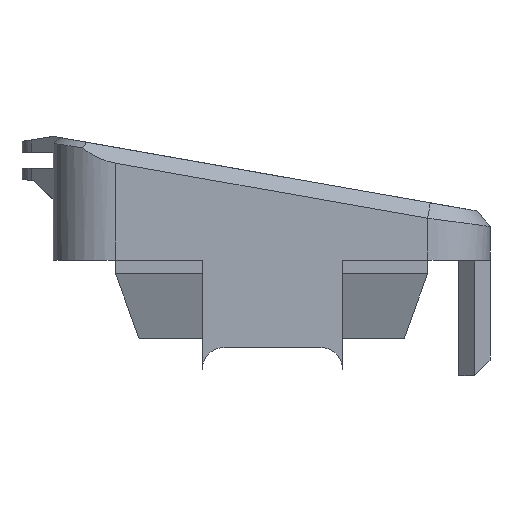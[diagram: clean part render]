
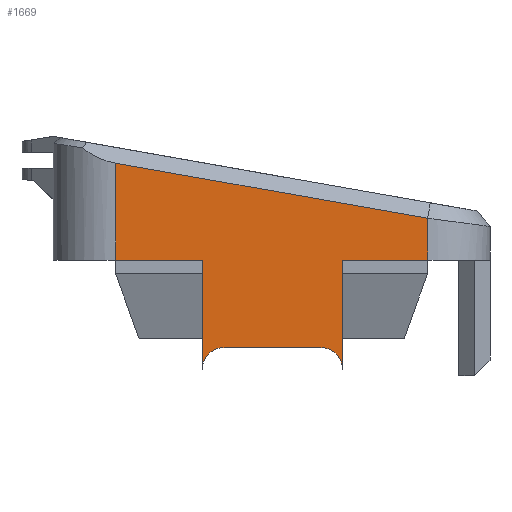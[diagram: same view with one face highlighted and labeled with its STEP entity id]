
A CAD part, left-side view. The second image highlights one B-rep face of the part: STEP entity #1669.
In plain terms, the highlighted planar face has unit normal (-1, 0, 0).
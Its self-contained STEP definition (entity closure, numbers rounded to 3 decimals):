
#2 = CARTESIAN_POINT ( 'NONE',  ( -46., 15.049, -5.6 ) ) ;
#29 = VERTEX_POINT ( 'NONE', #1647 ) ;
#30 = AXIS2_PLACEMENT_3D ( 'NONE', #2223, #1845, #2530 ) ;
#34 = VECTOR ( 'NONE', #1907, 1000. ) ;
#122 = CARTESIAN_POINT ( 'NONE',  ( -46., 16.449, -7. ) ) ;
#142 = LINE ( 'NONE', #751, #1425 ) ;
#159 = DIRECTION ( 'NONE',  ( 0., 0., -1. ) ) ;
#176 = ORIENTED_EDGE ( 'NONE', *, *, #2587, .F. ) ;
#213 = DIRECTION ( 'NONE',  ( 1., 0., 0. ) ) ;
#228 = CARTESIAN_POINT ( 'NONE',  ( -46., 15.049, -7. ) ) ;
#236 = EDGE_CURVE ( 'NONE', #625, #2471, #2579, .T. ) ;
#280 = CARTESIAN_POINT ( 'NONE',  ( -46., 16.449, 0. ) ) ;
#364 = LINE ( 'NONE', #1040, #1261 ) ;
#457 = EDGE_CURVE ( 'NONE', #2532, #1940, #1955, .T. ) ;
#625 = VERTEX_POINT ( 'NONE', #3271 ) ;
#751 = CARTESIAN_POINT ( 'NONE',  ( -46., 2.001, 3. ) ) ;
#856 = DIRECTION ( 'NONE',  ( 0., -1., 0. ) ) ;
#881 = AXIS2_PLACEMENT_3D ( 'NONE', #228, #213, #1426 ) ;
#892 = CARTESIAN_POINT ( 'NONE',  ( -46., 16.449, -7. ) ) ;
#930 = CARTESIAN_POINT ( 'NONE',  ( -46., 21.999, 0. ) ) ;
#959 = VECTOR ( 'NONE', #2896, 1000. ) ;
#982 = VERTEX_POINT ( 'NONE', #2761 ) ;
#1018 = DIRECTION ( 'NONE',  ( 0., 0.985, 0.174 ) ) ;
#1023 = LINE ( 'NONE', #3381, #3182 ) ;
#1029 = ORIENTED_EDGE ( 'NONE', *, *, #1304, .T. ) ;
#1040 = CARTESIAN_POINT ( 'NONE',  ( -46., 22.173, 6.247 ) ) ;
#1093 = ORIENTED_EDGE ( 'NONE', *, *, #236, .T. ) ;
#1147 = CARTESIAN_POINT ( 'NONE',  ( -46., 21.999, 0. ) ) ;
#1221 = EDGE_LOOP ( 'NONE', ( #176, #3650, #1093, #2058, #2586, #2843, #1029, #3882, #2376, #3454 ) ) ;
#1236 = DIRECTION ( 'NONE',  ( 0., -1., 0. ) ) ;
#1238 = FACE_OUTER_BOUND ( 'NONE', #1221, .T. ) ;
#1253 = VERTEX_POINT ( 'NONE', #280 ) ;
#1261 = VECTOR ( 'NONE', #1018, 1000. ) ;
#1304 = EDGE_CURVE ( 'NONE', #29, #2532, #2107, .T. ) ;
#1425 = VECTOR ( 'NONE', #159, 1000. ) ;
#1426 = DIRECTION ( 'NONE',  ( 0., 0., -1. ) ) ;
#1535 = EDGE_CURVE ( 'NONE', #3779, #29, #3563, .T. ) ;
#1605 = VECTOR ( 'NONE', #1754, 1000. ) ;
#1647 = CARTESIAN_POINT ( 'NONE',  ( -46., 15.049, -5.6 ) ) ;
#1669 = ADVANCED_FACE ( 'NONE', ( #1238 ), #1850, .F. ) ;
#1729 = EDGE_CURVE ( 'NONE', #2114, #625, #364, .T. ) ;
#1739 = CARTESIAN_POINT ( 'NONE',  ( -46., 21.999, 3. ) ) ;
#1754 = DIRECTION ( 'NONE',  ( 0., 0., -1. ) ) ;
#1822 = VECTOR ( 'NONE', #1236, 1000. ) ;
#1845 = DIRECTION ( 'NONE',  ( 1., 0., 0. ) ) ;
#1850 = PLANE ( 'NONE',  #2472 ) ;
#1907 = DIRECTION ( 'NONE',  ( 0., -1., 0. ) ) ;
#1935 = DIRECTION ( 'NONE',  ( 0., 0., 1. ) ) ;
#1940 = VERTEX_POINT ( 'NONE', #2102 ) ;
#1955 = CIRCLE ( 'NONE', #30, 1.4 ) ;
#2058 = ORIENTED_EDGE ( 'NONE', *, *, #3383, .T. ) ;
#2062 = EDGE_CURVE ( 'NONE', #3034, #982, #2849, .T. ) ;
#2102 = CARTESIAN_POINT ( 'NONE',  ( -46., 7.449, -7. ) ) ;
#2107 = LINE ( 'NONE', #2, #1822 ) ;
#2114 = VERTEX_POINT ( 'NONE', #2771 ) ;
#2181 = EDGE_CURVE ( 'NONE', #1940, #3034, #1023, .T. ) ;
#2197 = CARTESIAN_POINT ( 'NONE',  ( -46., 21.999, 0. ) ) ;
#2223 = CARTESIAN_POINT ( 'NONE',  ( -46., 8.849, -7. ) ) ;
#2376 = ORIENTED_EDGE ( 'NONE', *, *, #2181, .T. ) ;
#2455 = DIRECTION ( 'NONE',  ( 0., 0., -1. ) ) ;
#2471 = VERTEX_POINT ( 'NONE', #930 ) ;
#2472 = AXIS2_PLACEMENT_3D ( 'NONE', #3077, #3058, #2455 ) ;
#2530 = DIRECTION ( 'NONE',  ( 0., 0., -1. ) ) ;
#2532 = VERTEX_POINT ( 'NONE', #2847 ) ;
#2579 = LINE ( 'NONE', #1739, #959 ) ;
#2586 = ORIENTED_EDGE ( 'NONE', *, *, #3416, .T. ) ;
#2587 = EDGE_CURVE ( 'NONE', #2114, #982, #142, .T. ) ;
#2628 = VECTOR ( 'NONE', #856, 1000. ) ;
#2761 = CARTESIAN_POINT ( 'NONE',  ( -46., 2.001, 0. ) ) ;
#2771 = CARTESIAN_POINT ( 'NONE',  ( -46., 2.001, 2.69 ) ) ;
#2843 = ORIENTED_EDGE ( 'NONE', *, *, #1535, .T. ) ;
#2847 = CARTESIAN_POINT ( 'NONE',  ( -46., 8.849, -5.6 ) ) ;
#2849 = LINE ( 'NONE', #2197, #34 ) ;
#2896 = DIRECTION ( 'NONE',  ( 0., 0., -1. ) ) ;
#2972 = LINE ( 'NONE', #892, #1605 ) ;
#3034 = VERTEX_POINT ( 'NONE', #3826 ) ;
#3058 = DIRECTION ( 'NONE',  ( 1., 0., 0. ) ) ;
#3077 = CARTESIAN_POINT ( 'NONE',  ( -46., 21.999, 3. ) ) ;
#3182 = VECTOR ( 'NONE', #1935, 1000. ) ;
#3271 = CARTESIAN_POINT ( 'NONE',  ( -46., 21.999, 6.216 ) ) ;
#3381 = CARTESIAN_POINT ( 'NONE',  ( -46., 7.449, 0. ) ) ;
#3383 = EDGE_CURVE ( 'NONE', #2471, #1253, #3626, .T. ) ;
#3416 = EDGE_CURVE ( 'NONE', #1253, #3779, #2972, .T. ) ;
#3454 = ORIENTED_EDGE ( 'NONE', *, *, #2062, .T. ) ;
#3563 = CIRCLE ( 'NONE', #881, 1.4 ) ;
#3626 = LINE ( 'NONE', #1147, #2628 ) ;
#3650 = ORIENTED_EDGE ( 'NONE', *, *, #1729, .T. ) ;
#3779 = VERTEX_POINT ( 'NONE', #122 ) ;
#3826 = CARTESIAN_POINT ( 'NONE',  ( -46., 7.449, 0. ) ) ;
#3882 = ORIENTED_EDGE ( 'NONE', *, *, #457, .T. ) ;
